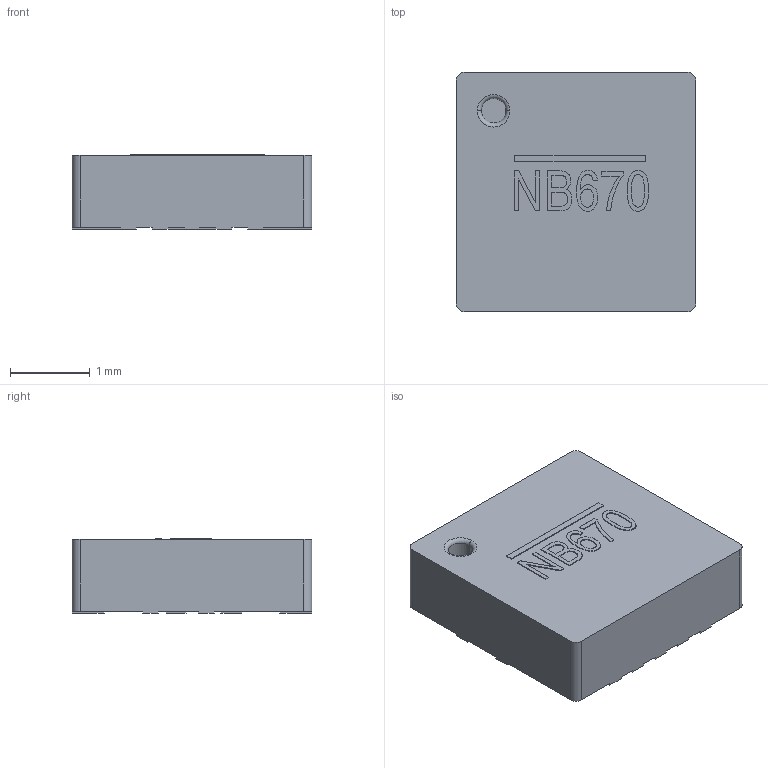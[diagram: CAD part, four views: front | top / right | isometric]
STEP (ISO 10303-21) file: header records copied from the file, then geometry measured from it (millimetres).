
FILE_DESCRIPTION (( 'STEP AP214' ), '1' );
FILE_NAME ('NB670_2.STEP', '2015-10-27T17:02:49', ( 'student' ), ( 'Microsoft' ), 'SwSTEP 2.0', 'SolidWorks 2014', '' );
FILE_SCHEMA (( 'AUTOMOTIVE_DESIGN' ));
Length unit declared in the file: millimetre
Products named in the file (1): NB670_2
Bounding box: 3 x 3 x 0.94 mm (x, y, z)
Volume: 8.1 mm3; surface area: 29.6 mm2
Topology: 1 solids, 1 shells, 155 faces, 418 edges, 278 vertices
Faces by surface type: plane 112, bspline 35, cylinder 6, torus 2
Entity records: 6927 total; most frequent: CARTESIAN_POINT 2943, ORIENTED_EDGE 836, DIRECTION 606, EDGE_CURVE 418, VECTOR 332, LINE 332, VERTEX_POINT 278, EDGE_LOOP 168
